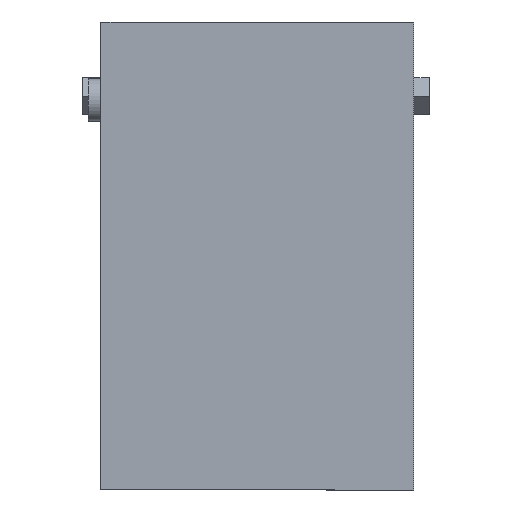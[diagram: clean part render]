
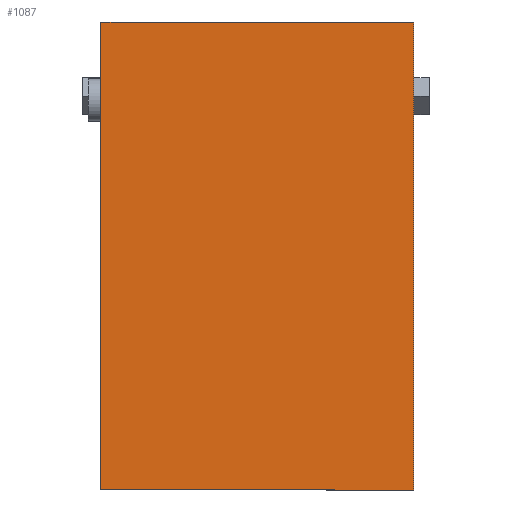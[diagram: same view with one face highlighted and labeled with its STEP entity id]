
A CAD part, front view. The second image highlights one B-rep face of the part: STEP entity #1087.
In plain terms, the highlighted planar face has unit normal (0, -1, 0).
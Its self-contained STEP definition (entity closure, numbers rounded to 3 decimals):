
#134=FACE_OUTER_BOUND('',#196,.T.);
#196=EDGE_LOOP('',(#729,#730,#731,#732));
#268=LINE('',#1716,#361);
#270=LINE('',#1720,#363);
#277=LINE('',#1734,#370);
#278=LINE('',#1735,#371);
#361=VECTOR('',#1354,10.);
#363=VECTOR('',#1358,10.);
#370=VECTOR('',#1367,10.);
#371=VECTOR('',#1368,10.);
#454=VERTEX_POINT('',#1713);
#455=VERTEX_POINT('',#1715);
#456=VERTEX_POINT('',#1719);
#462=VERTEX_POINT('',#1733);
#560=EDGE_CURVE('',#455,#454,#268,.T.);
#562=EDGE_CURVE('',#455,#456,#270,.T.);
#569=EDGE_CURVE('',#462,#454,#277,.T.);
#570=EDGE_CURVE('',#456,#462,#278,.T.);
#729=ORIENTED_EDGE('',*,*,#560,.T.);
#730=ORIENTED_EDGE('',*,*,#569,.F.);
#731=ORIENTED_EDGE('',*,*,#570,.F.);
#732=ORIENTED_EDGE('',*,*,#562,.F.);
#1033=PLANE('',#1214);
#1087=ADVANCED_FACE('',(#134),#1033,.F.);
#1214=AXIS2_PLACEMENT_3D('',#1732,#1365,#1366);
#1354=DIRECTION('',(1.,0.,0.));
#1358=DIRECTION('',(0.,0.,1.));
#1365=DIRECTION('center_axis',(0.,1.,0.));
#1366=DIRECTION('ref_axis',(0.,0.,1.));
#1367=DIRECTION('',(0.,0.,-1.));
#1368=DIRECTION('',(1.,0.,0.));
#1713=CARTESIAN_POINT('',(20.05,0.,2.5));
#1715=CARTESIAN_POINT('',(-20.05,0.,2.5));
#1716=CARTESIAN_POINT('',(-10.025,0.,2.5));
#1719=CARTESIAN_POINT('',(-20.05,0.,62.5));
#1720=CARTESIAN_POINT('',(-20.05,0.,-62.5));
#1732=CARTESIAN_POINT('Origin',(0.,0.,0.));
#1733=CARTESIAN_POINT('',(20.05,0.,62.5));
#1734=CARTESIAN_POINT('',(20.05,0.,62.5));
#1735=CARTESIAN_POINT('',(-20.05,0.,62.5));
